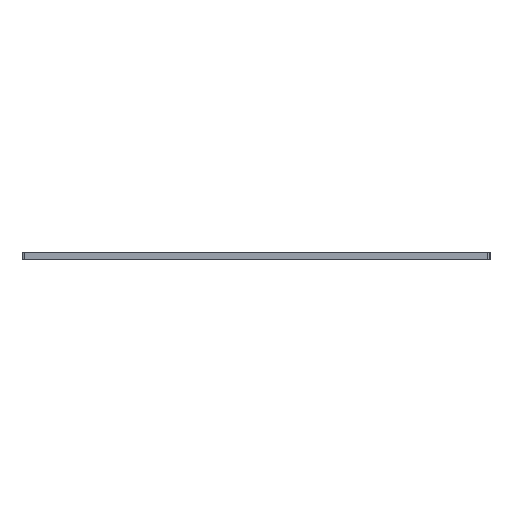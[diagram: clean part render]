
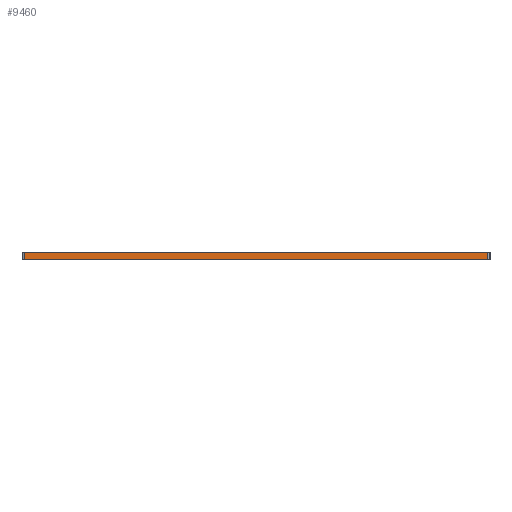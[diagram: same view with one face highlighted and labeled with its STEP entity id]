
A CAD part, left-side view. The second image highlights one B-rep face of the part: STEP entity #9460.
In plain terms, the highlighted planar face has unit normal (-1, 0, 0).
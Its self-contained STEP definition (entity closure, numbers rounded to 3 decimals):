
#346=PLANE('',#10390);
#810=FACE_OUTER_BOUND('',#1368,.T.);
#1368=EDGE_LOOP('',(#8767,#8768,#8769,#8770));
#1383=LINE('',#13213,#2317);
#1611=LINE('',#14105,#2545);
#1846=LINE('',#15020,#2780);
#1848=LINE('',#15023,#2782);
#2317=VECTOR('',#10435,10.);
#2545=VECTOR('',#11103,10.);
#2780=VECTOR('',#11788,10.);
#2782=VECTOR('',#11792,10.);
#3712=VERTEX_POINT('',#13210);
#3713=VERTEX_POINT('',#13212);
#4156=VERTEX_POINT('',#14102);
#4157=VERTEX_POINT('',#14104);
#4638=EDGE_CURVE('',#3713,#3712,#1383,.T.);
#5084=EDGE_CURVE('',#4156,#4157,#1611,.T.);
#5542=EDGE_CURVE('',#3713,#4156,#1846,.T.);
#5544=EDGE_CURVE('',#4157,#3712,#1848,.T.);
#8767=ORIENTED_EDGE('',*,*,#5542,.F.);
#8768=ORIENTED_EDGE('',*,*,#4638,.T.);
#8769=ORIENTED_EDGE('',*,*,#5544,.F.);
#8770=ORIENTED_EDGE('',*,*,#5084,.F.);
#9460=ADVANCED_FACE('',(#810),#346,.T.);
#10390=AXIS2_PLACEMENT_3D('',#15933,#13157,#13158);
#10435=DIRECTION('',(0.,-1.,0.));
#11103=DIRECTION('',(0.,-1.,0.));
#11788=DIRECTION('',(0.,0.,1.));
#11792=DIRECTION('',(0.,0.,-1.));
#13157=DIRECTION('center_axis',(-1.,0.,0.));
#13158=DIRECTION('ref_axis',(0.,-1.,0.));
#13210=CARTESIAN_POINT('',(0.,-95.25,0.));
#13212=CARTESIAN_POINT('',(0.,-0.5,0.));
#13213=CARTESIAN_POINT('',(0.,0.,0.));
#14102=CARTESIAN_POINT('',(0.,-0.5,1.5));
#14104=CARTESIAN_POINT('',(0.,-95.25,1.5));
#14105=CARTESIAN_POINT('',(0.,0.,1.5));
#15020=CARTESIAN_POINT('',(0.,-0.5,0.));
#15023=CARTESIAN_POINT('',(0.,-95.25,0.));
#15933=CARTESIAN_POINT('Origin',(0.,0.,0.));
